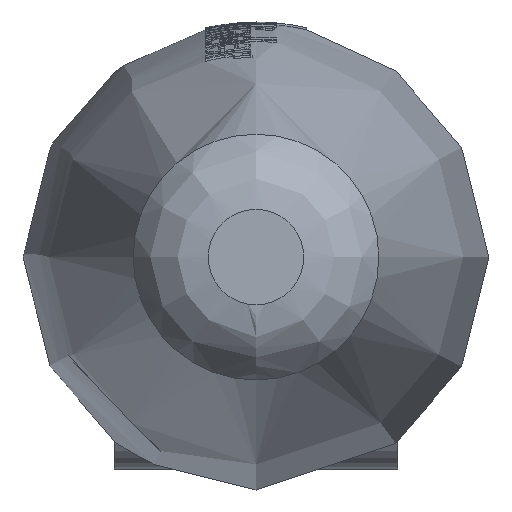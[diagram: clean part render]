
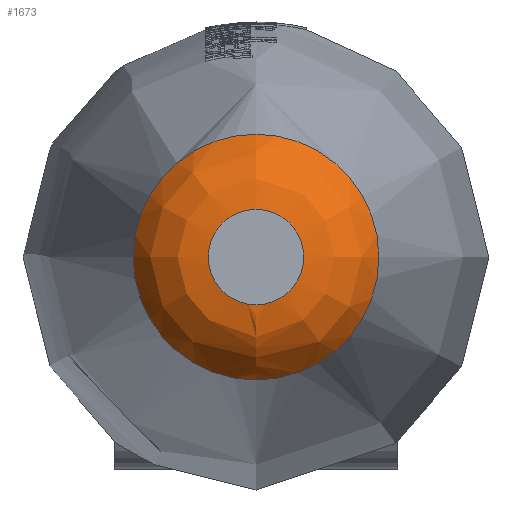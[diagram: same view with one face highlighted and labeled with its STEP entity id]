
A CAD part, left-side view. The second image highlights one B-rep face of the part: STEP entity #1673.
In plain terms, the highlighted free-form (B-spline) face has degree [3, 3] with [4, 7] control points.
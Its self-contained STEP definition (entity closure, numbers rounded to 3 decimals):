
#1673=ADVANCED_FACE('',(#2043,#2044),#2003,.T.);
#2003=(
BOUNDED_SURFACE()
B_SPLINE_SURFACE(3,3,((#9446,#9447,#9448,#9449,#9450,#9451,#9452),(#9453,
#9454,#9455,#9456,#9457,#9458,#9459),(#9460,#9461,#9462,#9463,#9464,#9465,
#9466),(#9467,#9468,#9469,#9470,#9471,#9472,#9473)),.UNSPECIFIED.,.F.,.T.,
 .F.)
B_SPLINE_SURFACE_WITH_KNOTS((4,4),(1,3,3,3,1),(0.,1.),(-0.5,0.,0.5,1.,1.5),
 .UNSPECIFIED.)
GEOMETRIC_REPRESENTATION_ITEM()
RATIONAL_B_SPLINE_SURFACE(((1.,0.333,0.333,1.,0.333,
0.333,1.),(0.886,0.295,0.295,
0.886,0.295,0.295,0.886),(0.886,
0.295,0.295,0.886,0.295,0.295,
0.886),(1.,0.333,0.333,1.,0.333,
0.333,1.)))
REPRESENTATION_ITEM('')
SURFACE()
);
#2043=FACE_BOUND('',#2113,.T.);
#2044=FACE_BOUND('',#2114,.T.);
#2113=EDGE_LOOP('',(#2798));
#2114=EDGE_LOOP('',(#2799));
#2469=CIRCLE('',#6319,6.063);
#2508=CIRCLE('',#6368,2.353);
#2798=ORIENTED_EDGE('',*,*,#4979,.F.);
#2799=ORIENTED_EDGE('',*,*,#5155,.F.);
#4383=VERTEX_POINT('',#8057);
#4559=VERTEX_POINT('',#9414);
#4979=EDGE_CURVE('',#4383,#4383,#2469,.T.);
#5155=EDGE_CURVE('',#4559,#4559,#2508,.T.);
#6319=AXIS2_PLACEMENT_3D('',#8056,#6637,#6638);
#6368=AXIS2_PLACEMENT_3D('',#9413,#6756,#6757);
#6637=DIRECTION('',(1.,0.,0.));
#6638=DIRECTION('',(0.,0.,-1.));
#6756=DIRECTION('',(-1.,0.,0.));
#6757=DIRECTION('',(0.,0.,-1.));
#8056=CARTESIAN_POINT('',(2.505,0.,0.));
#8057=CARTESIAN_POINT('',(2.505,0.,-6.063));
#9413=CARTESIAN_POINT('',(0.,0.,0.));
#9414=CARTESIAN_POINT('',(0.,0.,-2.353));
#9446=CARTESIAN_POINT('',(2.505,0.,-6.063));
#9447=CARTESIAN_POINT('',(2.505,12.125,-6.063));
#9448=CARTESIAN_POINT('',(2.505,12.125,6.063));
#9449=CARTESIAN_POINT('',(2.505,0.,6.063));
#9450=CARTESIAN_POINT('',(2.505,-12.125,6.063));
#9451=CARTESIAN_POINT('',(2.505,-12.125,-6.063));
#9452=CARTESIAN_POINT('',(2.505,0.,-6.063));
#9453=CARTESIAN_POINT('',(0.942,0.,-5.433));
#9454=CARTESIAN_POINT('',(0.942,10.866,-5.433));
#9455=CARTESIAN_POINT('',(0.942,10.866,5.433));
#9456=CARTESIAN_POINT('',(0.942,0.,5.433));
#9457=CARTESIAN_POINT('',(0.942,-10.866,5.433));
#9458=CARTESIAN_POINT('',(0.942,-10.866,-5.433));
#9459=CARTESIAN_POINT('',(0.942,0.,-5.433));
#9460=CARTESIAN_POINT('',(0.,0.,-4.037));
#9461=CARTESIAN_POINT('',(0.,8.074,-4.037));
#9462=CARTESIAN_POINT('',(0.,8.074,4.037));
#9463=CARTESIAN_POINT('',(0.,0.,4.037));
#9464=CARTESIAN_POINT('',(0.,-8.074,4.037));
#9465=CARTESIAN_POINT('',(0.,-8.074,-4.037));
#9466=CARTESIAN_POINT('',(0.,0.,-4.037));
#9467=CARTESIAN_POINT('',(0.,0.,-2.353));
#9468=CARTESIAN_POINT('',(0.,4.705,-2.353));
#9469=CARTESIAN_POINT('',(0.,4.705,2.353));
#9470=CARTESIAN_POINT('',(0.,0.,2.353));
#9471=CARTESIAN_POINT('',(0.,-4.705,2.353));
#9472=CARTESIAN_POINT('',(0.,-4.705,-2.353));
#9473=CARTESIAN_POINT('',(0.,0.,-2.353));
